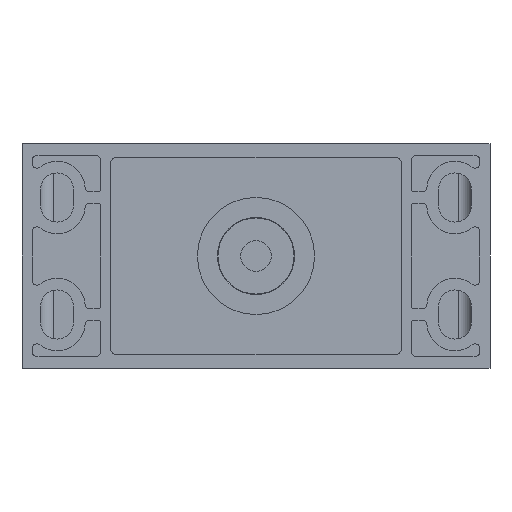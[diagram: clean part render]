
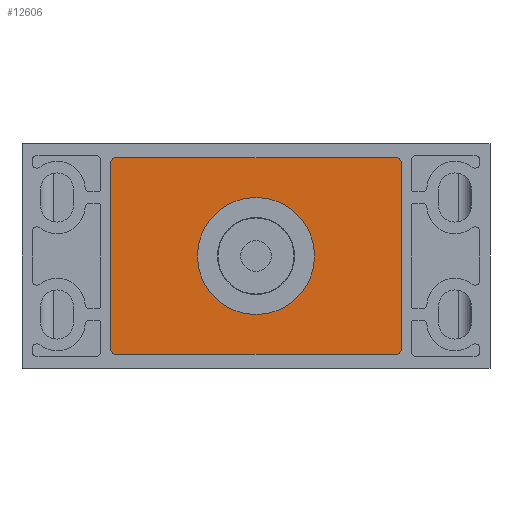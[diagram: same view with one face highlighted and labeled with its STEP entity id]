
A CAD part, front view. The second image highlights one B-rep face of the part: STEP entity #12606.
In plain terms, the highlighted planar face has unit normal (0, -1, 0).
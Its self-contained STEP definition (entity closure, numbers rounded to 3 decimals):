
#4505=DIRECTION('',(0.,0.,1.));
#4506=VECTOR('',#4505,40.);
#4507=CARTESIAN_POINT('',(31.,1.,4.));
#4508=LINE('',#4507,#4506);
#4517=DIRECTION('',(1.,0.,0.));
#4518=VECTOR('',#4517,60.);
#4519=CARTESIAN_POINT('',(-30.,1.,3.));
#4520=LINE('',#4519,#4518);
#4529=DIRECTION('',(0.,0.,-1.));
#4530=VECTOR('',#4529,40.);
#4531=CARTESIAN_POINT('',(-31.,1.,44.));
#4532=LINE('',#4531,#4530);
#4541=DIRECTION('',(-1.,0.,0.));
#4542=VECTOR('',#4541,60.);
#4543=CARTESIAN_POINT('',(30.,1.,45.));
#4544=LINE('',#4543,#4542);
#4545=CARTESIAN_POINT('',(30.,1.,44.));
#4546=DIRECTION('',(0.,1.,0.));
#4547=DIRECTION('',(0.,0.,1.));
#4548=AXIS2_PLACEMENT_3D('',#4545,#4546,#4547);
#4550=CARTESIAN_POINT('',(30.,1.,4.));
#4551=DIRECTION('',(0.,1.,0.));
#4552=DIRECTION('',(1.,0.,0.));
#4553=AXIS2_PLACEMENT_3D('',#4550,#4551,#4552);
#4555=CARTESIAN_POINT('',(-30.,1.,4.));
#4556=DIRECTION('',(0.,1.,0.));
#4557=DIRECTION('',(0.,0.,-1.));
#4558=AXIS2_PLACEMENT_3D('',#4555,#4556,#4557);
#4560=CARTESIAN_POINT('',(-30.,1.,44.));
#4561=DIRECTION('',(0.,1.,0.));
#4562=DIRECTION('',(-1.,0.,0.));
#4563=AXIS2_PLACEMENT_3D('',#4560,#4561,#4562);
#4565=CARTESIAN_POINT('',(0.,1.,24.));
#4566=DIRECTION('',(0.,-1.,0.));
#4567=DIRECTION('',(-1.,0.,0.));
#4568=AXIS2_PLACEMENT_3D('',#4565,#4566,#4567);
#4570=CARTESIAN_POINT('',(0.,1.,24.));
#4571=DIRECTION('',(0.,-1.,0.));
#4572=DIRECTION('',(1.,0.,0.));
#4573=AXIS2_PLACEMENT_3D('',#4570,#4571,#4572);
#6544=CARTESIAN_POINT('',(31.,1.,44.));
#6545=VERTEX_POINT('',#6544);
#6546=CARTESIAN_POINT('',(30.,1.,45.));
#6547=VERTEX_POINT('',#6546);
#6548=CARTESIAN_POINT('',(31.,1.,4.));
#6549=VERTEX_POINT('',#6548);
#6550=CARTESIAN_POINT('',(30.,1.,3.));
#6551=VERTEX_POINT('',#6550);
#6552=CARTESIAN_POINT('',(-30.,1.,3.));
#6553=VERTEX_POINT('',#6552);
#6554=CARTESIAN_POINT('',(-31.,1.,4.));
#6555=VERTEX_POINT('',#6554);
#6556=CARTESIAN_POINT('',(-31.,1.,44.));
#6557=VERTEX_POINT('',#6556);
#6558=CARTESIAN_POINT('',(-30.,1.,45.));
#6559=VERTEX_POINT('',#6558);
#6560=CARTESIAN_POINT('',(-12.5,1.,24.));
#6561=CARTESIAN_POINT('',(12.5,1.,24.));
#6562=VERTEX_POINT('',#6560);
#6563=VERTEX_POINT('',#6561);
#12585=CARTESIAN_POINT('',(0.,1.,0.));
#12586=DIRECTION('',(0.,-1.,0.));
#12587=DIRECTION('',(1.,0.,0.));
#12588=AXIS2_PLACEMENT_3D('',#12585,#12586,#12587);
#12589=PLANE('',#12588);
#12590=ORIENTED_EDGE('',*,*,#12481,.T.);
#12591=ORIENTED_EDGE('',*,*,#12496,.F.);
#12592=ORIENTED_EDGE('',*,*,#12510,.T.);
#12593=ORIENTED_EDGE('',*,*,#12524,.F.);
#12594=ORIENTED_EDGE('',*,*,#12538,.T.);
#12595=ORIENTED_EDGE('',*,*,#12552,.F.);
#12596=ORIENTED_EDGE('',*,*,#12566,.T.);
#12597=ORIENTED_EDGE('',*,*,#12579,.F.);
#12598=EDGE_LOOP('',(#12590,#12591,#12592,#12593,#12594,#12595,#12596,#12597));
#12599=FACE_OUTER_BOUND('',#12598,.F.);
#12601=ORIENTED_EDGE('',*,*,#12600,.T.);
#12603=ORIENTED_EDGE('',*,*,#12602,.T.);
#12604=EDGE_LOOP('',(#12601,#12603));
#12605=FACE_BOUND('',#12604,.F.);
#12606=ADVANCED_FACE('',(#12599,#12605),#12589,.T.);
#4549=CIRCLE('',#4548,1.);
#4554=CIRCLE('',#4553,1.);
#4559=CIRCLE('',#4558,1.);
#4564=CIRCLE('',#4563,1.);
#4569=CIRCLE('',#4568,12.5);
#4574=CIRCLE('',#4573,12.5);
#12481=EDGE_CURVE('',#6547,#6545,#4549,.T.);
#12496=EDGE_CURVE('',#6549,#6545,#4508,.T.);
#12510=EDGE_CURVE('',#6549,#6551,#4554,.T.);
#12524=EDGE_CURVE('',#6553,#6551,#4520,.T.);
#12538=EDGE_CURVE('',#6553,#6555,#4559,.T.);
#12552=EDGE_CURVE('',#6557,#6555,#4532,.T.);
#12566=EDGE_CURVE('',#6557,#6559,#4564,.T.);
#12579=EDGE_CURVE('',#6547,#6559,#4544,.T.);
#12600=EDGE_CURVE('',#6562,#6563,#4569,.T.);
#12602=EDGE_CURVE('',#6563,#6562,#4574,.T.);
